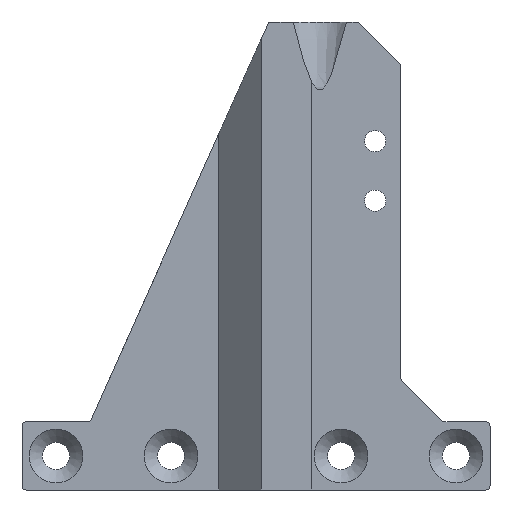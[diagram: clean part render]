
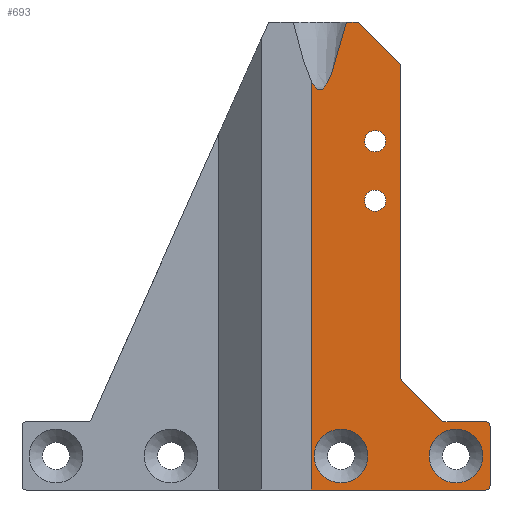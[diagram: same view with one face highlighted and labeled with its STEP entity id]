
A CAD part, left-side view. The second image highlights one B-rep face of the part: STEP entity #693.
In plain terms, the highlighted planar face has unit normal (-1, 0, 0).
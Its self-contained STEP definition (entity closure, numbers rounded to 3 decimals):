
#15=FACE_BOUND('',#131,.T.);
#16=FACE_BOUND('',#132,.T.);
#17=FACE_BOUND('',#133,.T.);
#18=FACE_BOUND('',#134,.T.);
#33=CIRCLE('',#736,1.25);
#35=CIRCLE('',#739,1.25);
#43=CIRCLE('',#752,3.15);
#46=CIRCLE('',#757,3.15);
#48=CIRCLE('',#761,0.5);
#49=CIRCLE('',#762,0.5);
#50=CIRCLE('',#763,0.5);
#51=CIRCLE('',#764,0.5);
#52=CIRCLE('',#765,0.5);
#53=CIRCLE('',#766,0.5);
#93=FACE_OUTER_BOUND('',#130,.T.);
#130=EDGE_LOOP('',(#509,#510,#511,#512,#513,#514,#515,#516,#517,#518,#519,
#520,#521,#522,#523));
#131=EDGE_LOOP('',(#524));
#132=EDGE_LOOP('',(#525));
#133=EDGE_LOOP('',(#526));
#134=EDGE_LOOP('',(#527));
#169=(
BOUNDED_CURVE()
B_SPLINE_CURVE(2,(#1086,#1087,#1088),.UNSPECIFIED.,.F.,.F.)
B_SPLINE_CURVE_WITH_KNOTS((3,3),(0.042,1.34),
 .UNSPECIFIED.)
CURVE()
GEOMETRIC_REPRESENTATION_ITEM()
RATIONAL_B_SPLINE_CURVE((1.029,1.465,1.284))
REPRESENTATION_ITEM('')
);
#187=LINE('',#1084,#249);
#188=LINE('',#1090,#250);
#189=LINE('',#1092,#251);
#190=LINE('',#1096,#252);
#191=LINE('',#1100,#253);
#192=LINE('',#1104,#254);
#193=LINE('',#1108,#255);
#194=LINE('',#1112,#256);
#249=VECTOR('',#878,1000.);
#250=VECTOR('',#879,1000.);
#251=VECTOR('',#880,1000.);
#252=VECTOR('',#883,1000.);
#253=VECTOR('',#886,1000.);
#254=VECTOR('',#889,1000.);
#255=VECTOR('',#892,1000.);
#256=VECTOR('',#895,1000.);
#303=VERTEX_POINT('',#1032);
#305=VERTEX_POINT('',#1038);
#313=VERTEX_POINT('',#1064);
#316=VERTEX_POINT('',#1074);
#318=VERTEX_POINT('',#1082);
#319=VERTEX_POINT('',#1083);
#320=VERTEX_POINT('',#1085);
#321=VERTEX_POINT('',#1089);
#322=VERTEX_POINT('',#1091);
#323=VERTEX_POINT('',#1093);
#324=VERTEX_POINT('',#1095);
#325=VERTEX_POINT('',#1097);
#326=VERTEX_POINT('',#1099);
#327=VERTEX_POINT('',#1101);
#328=VERTEX_POINT('',#1103);
#329=VERTEX_POINT('',#1105);
#330=VERTEX_POINT('',#1107);
#331=VERTEX_POINT('',#1109);
#332=VERTEX_POINT('',#1111);
#370=EDGE_CURVE('',#303,#303,#33,.T.);
#373=EDGE_CURVE('',#305,#305,#35,.T.);
#386=EDGE_CURVE('',#313,#313,#43,.T.);
#391=EDGE_CURVE('',#316,#316,#46,.T.);
#394=EDGE_CURVE('',#318,#319,#187,.T.);
#395=EDGE_CURVE('',#319,#320,#169,.T.);
#396=EDGE_CURVE('',#320,#321,#188,.T.);
#397=EDGE_CURVE('',#322,#321,#189,.T.);
#398=EDGE_CURVE('',#323,#322,#48,.T.);
#399=EDGE_CURVE('',#324,#323,#190,.T.);
#400=EDGE_CURVE('',#325,#324,#49,.T.);
#401=EDGE_CURVE('',#326,#325,#191,.T.);
#402=EDGE_CURVE('',#327,#326,#50,.T.);
#403=EDGE_CURVE('',#328,#327,#192,.T.);
#404=EDGE_CURVE('',#329,#328,#51,.T.);
#405=EDGE_CURVE('',#330,#329,#193,.T.);
#406=EDGE_CURVE('',#331,#330,#52,.T.);
#407=EDGE_CURVE('',#332,#331,#194,.T.);
#408=EDGE_CURVE('',#318,#332,#53,.T.);
#509=ORIENTED_EDGE('',*,*,#394,.T.);
#510=ORIENTED_EDGE('',*,*,#395,.T.);
#511=ORIENTED_EDGE('',*,*,#396,.T.);
#512=ORIENTED_EDGE('',*,*,#397,.F.);
#513=ORIENTED_EDGE('',*,*,#398,.F.);
#514=ORIENTED_EDGE('',*,*,#399,.F.);
#515=ORIENTED_EDGE('',*,*,#400,.F.);
#516=ORIENTED_EDGE('',*,*,#401,.F.);
#517=ORIENTED_EDGE('',*,*,#402,.F.);
#518=ORIENTED_EDGE('',*,*,#403,.F.);
#519=ORIENTED_EDGE('',*,*,#404,.F.);
#520=ORIENTED_EDGE('',*,*,#405,.F.);
#521=ORIENTED_EDGE('',*,*,#406,.F.);
#522=ORIENTED_EDGE('',*,*,#407,.F.);
#523=ORIENTED_EDGE('',*,*,#408,.F.);
#524=ORIENTED_EDGE('',*,*,#373,.T.);
#525=ORIENTED_EDGE('',*,*,#370,.T.);
#526=ORIENTED_EDGE('',*,*,#386,.T.);
#527=ORIENTED_EDGE('',*,*,#391,.T.);
#666=PLANE('',#760);
#693=ADVANCED_FACE('',(#93,#15,#16,#17,#18),#666,.F.);
#736=AXIS2_PLACEMENT_3D('',#1034,#819,#820);
#739=AXIS2_PLACEMENT_3D('',#1040,#826,#827);
#752=AXIS2_PLACEMENT_3D('',#1066,#857,#858);
#757=AXIS2_PLACEMENT_3D('',#1076,#869,#870);
#760=AXIS2_PLACEMENT_3D('',#1081,#876,#877);
#761=AXIS2_PLACEMENT_3D('',#1094,#881,#882);
#762=AXIS2_PLACEMENT_3D('',#1098,#884,#885);
#763=AXIS2_PLACEMENT_3D('',#1102,#887,#888);
#764=AXIS2_PLACEMENT_3D('',#1106,#890,#891);
#765=AXIS2_PLACEMENT_3D('',#1110,#893,#894);
#766=AXIS2_PLACEMENT_3D('',#1113,#896,#897);
#819=DIRECTION('center_axis',(1.,0.,0.));
#820=DIRECTION('ref_axis',(0.,0.,-1.));
#826=DIRECTION('center_axis',(1.,0.,0.));
#827=DIRECTION('ref_axis',(0.,0.,-1.));
#857=DIRECTION('center_axis',(1.,0.,0.));
#858=DIRECTION('ref_axis',(0.,0.,-1.));
#869=DIRECTION('center_axis',(1.,0.,0.));
#870=DIRECTION('ref_axis',(0.,0.,-1.));
#876=DIRECTION('center_axis',(1.,0.,0.));
#877=DIRECTION('ref_axis',(0.,0.,1.));
#878=DIRECTION('',(0.,1.,0.));
#879=DIRECTION('',(0.,0.,-1.));
#880=DIRECTION('',(0.,1.,0.));
#881=DIRECTION('center_axis',(1.,0.,0.));
#882=DIRECTION('ref_axis',(0.,0.,1.));
#883=DIRECTION('',(0.,0.,-1.));
#884=DIRECTION('center_axis',(1.,0.,0.));
#885=DIRECTION('ref_axis',(0.,0.,1.));
#886=DIRECTION('',(0.,-1.,0.));
#887=DIRECTION('center_axis',(-1.,0.,0.));
#888=DIRECTION('ref_axis',(0.,0.,1.));
#889=DIRECTION('',(0.,-0.707,-0.707));
#890=DIRECTION('center_axis',(-1.,0.,0.));
#891=DIRECTION('ref_axis',(0.,0.,1.));
#892=DIRECTION('',(0.,0.,-1.));
#893=DIRECTION('center_axis',(1.,0.,0.));
#894=DIRECTION('ref_axis',(0.,0.,1.));
#895=DIRECTION('',(0.,-0.707,-0.707));
#896=DIRECTION('center_axis',(1.,0.,0.));
#897=DIRECTION('ref_axis',(0.,0.,1.));
#1032=CARTESIAN_POINT('',(19.,-6.5,42.25));
#1034=CARTESIAN_POINT('Origin',(19.,-6.5,41.));
#1038=CARTESIAN_POINT('',(19.,-6.5,35.25));
#1040=CARTESIAN_POINT('Origin',(19.,-6.5,34.));
#1064=CARTESIAN_POINT('',(19.,-16.,7.15));
#1066=CARTESIAN_POINT('Origin',(19.,-16.,4.));
#1074=CARTESIAN_POINT('',(19.,-2.5,7.15));
#1076=CARTESIAN_POINT('Origin',(19.,-2.5,4.));
#1081=CARTESIAN_POINT('Origin',(19.,-20.,55.));
#1082=CARTESIAN_POINT('',(19.,-4.293,55.));
#1083=CARTESIAN_POINT('',(19.,-3.12,55.));
#1084=CARTESIAN_POINT('',(19.,-20.,55.));
#1085=CARTESIAN_POINT('',(19.,1.036,48.11));
#1086=CARTESIAN_POINT('Ctrl Pts',(19.,-3.12,55.));
#1087=CARTESIAN_POINT('Ctrl Pts',(19.,-0.642,44.687));
#1088=CARTESIAN_POINT('Ctrl Pts',(19.,1.036,48.11));
#1089=CARTESIAN_POINT('',(19.,1.036,0.));
#1090=CARTESIAN_POINT('',(19.,1.036,55.));
#1091=CARTESIAN_POINT('',(19.,-19.5,0.));
#1092=CARTESIAN_POINT('',(19.,-20.,0.));
#1093=CARTESIAN_POINT('',(19.,-20.,0.5));
#1094=CARTESIAN_POINT('Origin',(19.,-19.5,0.5));
#1095=CARTESIAN_POINT('',(19.,-20.,7.5));
#1096=CARTESIAN_POINT('',(19.,-20.,55.));
#1097=CARTESIAN_POINT('',(19.,-19.5,8.));
#1098=CARTESIAN_POINT('Origin',(19.,-19.5,7.5));
#1099=CARTESIAN_POINT('',(19.,-14.707,8.));
#1100=CARTESIAN_POINT('',(19.,-20.,8.));
#1101=CARTESIAN_POINT('',(19.,-14.354,8.146));
#1102=CARTESIAN_POINT('Origin',(19.,-14.707,8.5));
#1103=CARTESIAN_POINT('',(19.,-9.646,12.854));
#1104=CARTESIAN_POINT('',(19.,6.25,28.75));
#1105=CARTESIAN_POINT('',(19.,-9.5,13.207));
#1106=CARTESIAN_POINT('Origin',(19.,-10.,13.207));
#1107=CARTESIAN_POINT('',(19.,-9.5,49.793));
#1108=CARTESIAN_POINT('',(19.,-9.5,55.));
#1109=CARTESIAN_POINT('',(19.,-9.354,50.146));
#1110=CARTESIAN_POINT('Origin',(19.,-9.,49.793));
#1111=CARTESIAN_POINT('',(19.,-4.646,54.854));
#1112=CARTESIAN_POINT('',(19.,-4.5,55.));
#1113=CARTESIAN_POINT('Origin',(19.,-4.293,54.5));
